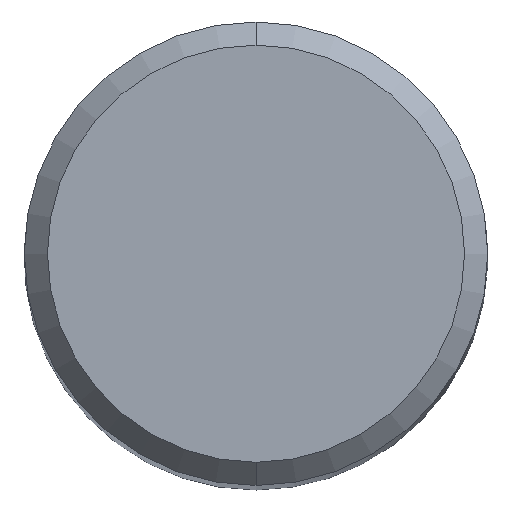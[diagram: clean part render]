
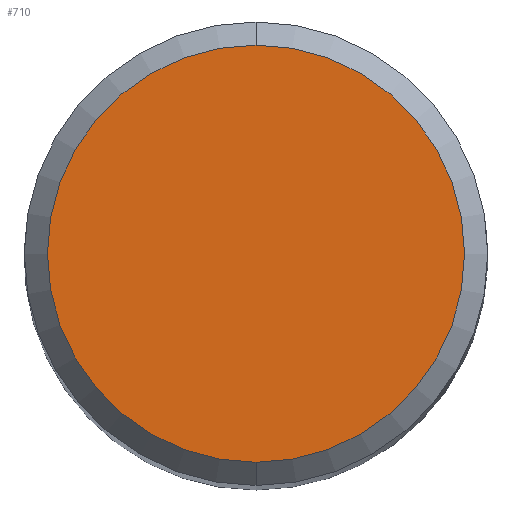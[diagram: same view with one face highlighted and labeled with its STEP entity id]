
A CAD part, top view. The second image highlights one B-rep face of the part: STEP entity #710.
In plain terms, the highlighted planar face has unit normal (0, 0, 1).
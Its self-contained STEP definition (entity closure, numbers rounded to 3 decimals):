
#600=EDGE_CURVE('',#742,#732,#1402,.T.);
#710=ADVANCED_FACE('',(#1523),#1524,.T.);
#732=VERTEX_POINT('',#1547);
#742=VERTEX_POINT('',#1558);
#1154=EDGE_CURVE('',#732,#742,#2008,.T.);
#1402=CIRCLE('',#3199,3.6);
#1523=FACE_OUTER_BOUND('',#3995,.T.);
#1524=PLANE('',#3996);
#1547=CARTESIAN_POINT('',(0.0,3.6,0.0));
#1558=CARTESIAN_POINT('',(0.,-3.6,0.0));
#2008=CIRCLE('',#5973,3.6);
#3199=AXIS2_PLACEMENT_3D('',#6277,#6278,#6279);
#3995=EDGE_LOOP('',(#6413,#6414));
#3996=AXIS2_PLACEMENT_3D('',#6415,#6416,#6417);
#5973=AXIS2_PLACEMENT_3D('',#6947,#6948,#6949);
#6277=CARTESIAN_POINT('',(0.0,0.0,0.0));
#6278=DIRECTION('',(0.0,0.0,-1.0));
#6279=DIRECTION('',(0.0,1.0,0.0));
#6413=ORIENTED_EDGE('',*,*,#1154,.F.);
#6414=ORIENTED_EDGE('',*,*,#600,.F.);
#6415=CARTESIAN_POINT('',(0.0,1.8,0.0));
#6416=DIRECTION('',(-0.0,0.0,1.0));
#6417=DIRECTION('',(0.0,-1.0,0.0));
#6947=CARTESIAN_POINT('',(0.0,0.0,0.0));
#6948=DIRECTION('',(0.0,0.0,-1.0));
#6949=DIRECTION('',(0.0,1.0,0.0));
